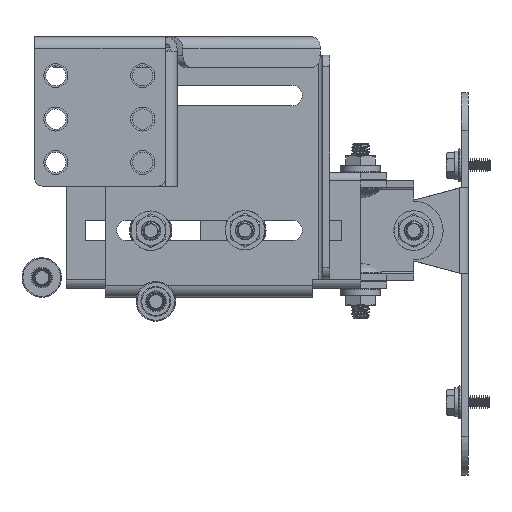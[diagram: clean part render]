
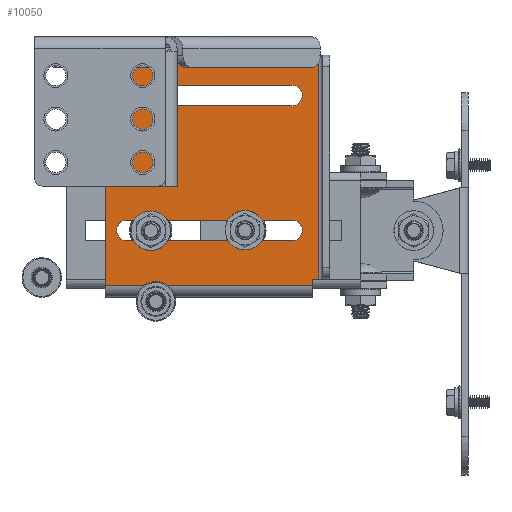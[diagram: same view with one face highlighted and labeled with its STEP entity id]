
A CAD part, front view. The second image highlights one B-rep face of the part: STEP entity #10050.
In plain terms, the highlighted planar face has unit normal (0, -1, 0).
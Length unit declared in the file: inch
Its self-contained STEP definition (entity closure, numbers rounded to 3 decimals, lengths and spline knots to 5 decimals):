
#510 = ORIENTED_EDGE ( 'NONE', *, *, #19275, .F. ) ;
#667 = DIRECTION ( 'NONE',  ( 0., 0., 1. ) ) ;
#669 = EDGE_CURVE ( 'NONE', #14542, #13019, #11222, .T. ) ;
#1338 = DIRECTION ( 'NONE',  ( 0., 0., 1. ) ) ;
#1361 = EDGE_CURVE ( 'NONE', #12291, #16815, #11444, .T. ) ;
#2024 = DIRECTION ( 'NONE',  ( 0., -1., 0. ) ) ;
#2223 = EDGE_LOOP ( 'NONE', ( #17951, #16492, #15581, #18460, #7282, #13352, #6100, #510 ) ) ;
#2448 = ORIENTED_EDGE ( 'NONE', *, *, #11406, .T. ) ;
#2655 = VECTOR ( 'NONE', #15365, 39.37008 ) ;
#2755 = CIRCLE ( 'NONE', #15134, 0.175 ) ;
#3164 = DIRECTION ( 'NONE',  ( 0., 0., 1. ) ) ;
#3518 = EDGE_LOOP ( 'NONE', ( #6754, #16252, #14497, #2448 ) ) ;
#4008 = VECTOR ( 'NONE', #20561, 39.37008 ) ;
#4025 = AXIS2_PLACEMENT_3D ( 'NONE', #14709, #4971, #16311 ) ;
#4043 = VERTEX_POINT ( 'NONE', #15326 ) ;
#4823 = AXIS2_PLACEMENT_3D ( 'NONE', #11691, #2024, #13350 ) ;
#4900 = CARTESIAN_POINT ( 'NONE',  ( 0.375, -0.1181, 0.27 ) ) ;
#4971 = DIRECTION ( 'NONE',  ( 0., 1., 0. ) ) ;
#5097 = EDGE_LOOP ( 'NONE', ( #10778, #5201, #15598, #6474 ) ) ;
#5201 = ORIENTED_EDGE ( 'NONE', *, *, #15369, .T. ) ;
#5265 = LINE ( 'NONE', #5707, #9107 ) ;
#5600 = CARTESIAN_POINT ( 'NONE',  ( 0., -0.1181, -2.982 ) ) ;
#5634 = CARTESIAN_POINT ( 'NONE',  ( 3.523, -0.1181, 1.132 ) ) ;
#5707 = CARTESIAN_POINT ( 'NONE',  ( 3.175, -0.1181, -2.024 ) ) ;
#6100 = ORIENTED_EDGE ( 'NONE', *, *, #17933, .T. ) ;
#6354 = LINE ( 'NONE', #15081, #18262 ) ;
#6474 = ORIENTED_EDGE ( 'NONE', *, *, #17259, .T. ) ;
#6522 = CARTESIAN_POINT ( 'NONE',  ( 3.175, -0.1181, 0.27 ) ) ;
#6628 = LINE ( 'NONE', #6522, #9919 ) ;
#6754 = ORIENTED_EDGE ( 'NONE', *, *, #19060, .T. ) ;
#6894 = DIRECTION ( 'NONE',  ( 1., 0., 0. ) ) ;
#7032 = LINE ( 'NONE', #13254, #15191 ) ;
#7148 = VECTOR ( 'NONE', #13389, 39.37008 ) ;
#7169 = CIRCLE ( 'NONE', #4025, 0.175 ) ;
#7282 = ORIENTED_EDGE ( 'NONE', *, *, #19915, .T. ) ;
#7291 = VERTEX_POINT ( 'NONE', #8956 ) ;
#7813 = DIRECTION ( 'NONE',  ( 0., 1., 0. ) ) ;
#7826 = CARTESIAN_POINT ( 'NONE',  ( 0.375, -0.1181, -1.674 ) ) ;
#8075 = CARTESIAN_POINT ( 'NONE',  ( 3.523, -0.1181, -2.782 ) ) ;
#8155 = CARTESIAN_POINT ( 'NONE',  ( 0., -0.1181, 1.2519 ) ) ;
#8201 = FACE_BOUND ( 'NONE', #3518, .T. ) ;
#8449 = PLANE ( 'NONE',  #4823 ) ;
#8944 = VERTEX_POINT ( 'NONE', #19283 ) ;
#8956 = CARTESIAN_POINT ( 'NONE',  ( 3.6279, -0.1181, -2.674 ) ) ;
#9107 = VECTOR ( 'NONE', #17064, 39.37008 ) ;
#9460 = LINE ( 'NONE', #12217, #17095 ) ;
#9506 = CARTESIAN_POINT ( 'NONE',  ( 3.6279, -0.1181, 0. ) ) ;
#9709 = VERTEX_POINT ( 'NONE', #13410 ) ;
#9919 = VECTOR ( 'NONE', #12970, 39.37008 ) ;
#10050 = ADVANCED_FACE ( 'NONE', ( #8201, #12008, #20630 ), #8449, .T. ) ;
#10168 = CARTESIAN_POINT ( 'NONE',  ( 0., -0.1181, -2.782 ) ) ;
#10319 = EDGE_CURVE ( 'NONE', #18689, #9709, #9460, .T. ) ;
#10339 = DIRECTION ( 'NONE',  ( 0., 1., 0. ) ) ;
#10476 = CARTESIAN_POINT ( 'NONE',  ( 3.523, -0.1181, -2.674 ) ) ;
#10559 = AXIS2_PLACEMENT_3D ( 'NONE', #20740, #11033, #1338 ) ;
#10736 = EDGE_CURVE ( 'NONE', #10917, #17612, #7169, .T. ) ;
#10778 = ORIENTED_EDGE ( 'NONE', *, *, #10736, .T. ) ;
#10882 = CIRCLE ( 'NONE', #10559, 0.175 ) ;
#10917 = VERTEX_POINT ( 'NONE', #11743 ) ;
#11033 = DIRECTION ( 'NONE',  ( 0., 1., 0. ) ) ;
#11123 = VERTEX_POINT ( 'NONE', #10476 ) ;
#11222 = LINE ( 'NONE', #5600, #2655 ) ;
#11331 = LINE ( 'NONE', #20025, #15697 ) ;
#11401 = VERTEX_POINT ( 'NONE', #8075 ) ;
#11406 = EDGE_CURVE ( 'NONE', #12550, #17815, #6628, .T. ) ;
#11444 = LINE ( 'NONE', #16585, #7148 ) ;
#11691 = CARTESIAN_POINT ( 'NONE',  ( 0., -0.1181, 0. ) ) ;
#11743 = CARTESIAN_POINT ( 'NONE',  ( 0.375, -0.1181, -2.024 ) ) ;
#12008 = FACE_BOUND ( 'NONE', #5097, .T. ) ;
#12217 = CARTESIAN_POINT ( 'NONE',  ( 3.175, -0.1181, 0.62 ) ) ;
#12291 = VERTEX_POINT ( 'NONE', #5634 ) ;
#12550 = VERTEX_POINT ( 'NONE', #17009 ) ;
#12631 = VERTEX_POINT ( 'NONE', #13090 ) ;
#12970 = DIRECTION ( 'NONE',  ( -1., 0., 0. ) ) ;
#13019 = VERTEX_POINT ( 'NONE', #13882 ) ;
#13090 = CARTESIAN_POINT ( 'NONE',  ( 3.523, -0.1181, 1.2519 ) ) ;
#13254 = CARTESIAN_POINT ( 'NONE',  ( 0., -0.1181, -2.782 ) ) ;
#13316 = EDGE_CURVE ( 'NONE', #7291, #16815, #20884, .T. ) ;
#13350 = DIRECTION ( 'NONE',  ( 0., 0., -1. ) ) ;
#13352 = ORIENTED_EDGE ( 'NONE', *, *, #669, .F. ) ;
#13389 = DIRECTION ( 'NONE',  ( 1., 0., 0. ) ) ;
#13410 = CARTESIAN_POINT ( 'NONE',  ( 3.175, -0.1181, 0.62 ) ) ;
#13591 = DIRECTION ( 'NONE',  ( 0., 0., -1. ) ) ;
#13882 = CARTESIAN_POINT ( 'NONE',  ( 0., -0.1181, 1.2519 ) ) ;
#14407 = VECTOR ( 'NONE', #16246, 39.37008 ) ;
#14497 = ORIENTED_EDGE ( 'NONE', *, *, #19751, .T. ) ;
#14542 = VERTEX_POINT ( 'NONE', #10168 ) ;
#14709 = CARTESIAN_POINT ( 'NONE',  ( 0.375, -0.1181, -1.849 ) ) ;
#14910 = DIRECTION ( 'NONE',  ( 1., 0., 0. ) ) ;
#14925 = LINE ( 'NONE', #19354, #18720 ) ;
#15081 = CARTESIAN_POINT ( 'NONE',  ( 3.175, -0.1181, -1.674 ) ) ;
#15134 = AXIS2_PLACEMENT_3D ( 'NONE', #17544, #7813, #19152 ) ;
#15191 = VECTOR ( 'NONE', #14910, 39.37008 ) ;
#15326 = CARTESIAN_POINT ( 'NONE',  ( 3.175, -0.1181, -2.024 ) ) ;
#15365 = DIRECTION ( 'NONE',  ( 0., 0., 1. ) ) ;
#15369 = EDGE_CURVE ( 'NONE', #17612, #8944, #6354, .T. ) ;
#15581 = ORIENTED_EDGE ( 'NONE', *, *, #1361, .F. ) ;
#15598 = ORIENTED_EDGE ( 'NONE', *, *, #16205, .T. ) ;
#15697 = VECTOR ( 'NONE', #13591, 39.37008 ) ;
#16205 = EDGE_CURVE ( 'NONE', #8944, #4043, #10882, .T. ) ;
#16246 = DIRECTION ( 'NONE',  ( -1., 0., 0. ) ) ;
#16252 = ORIENTED_EDGE ( 'NONE', *, *, #10319, .T. ) ;
#16311 = DIRECTION ( 'NONE',  ( 0., 0., 1. ) ) ;
#16492 = ORIENTED_EDGE ( 'NONE', *, *, #13316, .T. ) ;
#16585 = CARTESIAN_POINT ( 'NONE',  ( 3.816, -0.1181, 1.132 ) ) ;
#16584 = VECTOR ( 'NONE', #3164, 39.37008 ) ;
#16815 = VERTEX_POINT ( 'NONE', #19464 ) ;
#16938 = LINE ( 'NONE', #18933, #4008 ) ;
#17009 = CARTESIAN_POINT ( 'NONE',  ( 3.175, -0.1181, 0.27 ) ) ;
#17015 = AXIS2_PLACEMENT_3D ( 'NONE', #20061, #10339, #667 ) ;
#17064 = DIRECTION ( 'NONE',  ( -1., 0., 0. ) ) ;
#17095 = VECTOR ( 'NONE', #18732, 39.37008 ) ;
#17259 = EDGE_CURVE ( 'NONE', #4043, #10917, #5265, .T. ) ;
#17544 = CARTESIAN_POINT ( 'NONE',  ( 3.175, -0.1181, 0.445 ) ) ;
#17612 = VERTEX_POINT ( 'NONE', #7826 ) ;
#17744 = DIRECTION ( 'NONE',  ( -1., 0., 0. ) ) ;
#17765 = EDGE_CURVE ( 'NONE', #7291, #11123, #14925, .T. ) ;
#17815 = VERTEX_POINT ( 'NONE', #4900 ) ;
#17933 = EDGE_CURVE ( 'NONE', #14542, #11401, #7032, .T. ) ;
#17951 = ORIENTED_EDGE ( 'NONE', *, *, #17765, .F. ) ;
#18262 = VECTOR ( 'NONE', #6894, 39.37008 ) ;
#18341 = EDGE_CURVE ( 'NONE', #12631, #12291, #11331, .T. ) ;
#18460 = ORIENTED_EDGE ( 'NONE', *, *, #18341, .F. ) ;
#18683 = LINE ( 'NONE', #8155, #14407 ) ;
#18689 = VERTEX_POINT ( 'NONE', #20918 ) ;
#18720 = VECTOR ( 'NONE', #17744, 39.37008 ) ;
#18732 = DIRECTION ( 'NONE',  ( 1., 0., 0. ) ) ;
#18933 = CARTESIAN_POINT ( 'NONE',  ( 3.523, -0.1181, -2.982 ) ) ;
#19060 = EDGE_CURVE ( 'NONE', #17815, #18689, #19420, .T. ) ;
#19152 = DIRECTION ( 'NONE',  ( 0., 0., 1. ) ) ;
#19275 = EDGE_CURVE ( 'NONE', #11123, #11401, #16938, .T. ) ;
#19283 = CARTESIAN_POINT ( 'NONE',  ( 3.175, -0.1181, -1.674 ) ) ;
#19354 = CARTESIAN_POINT ( 'NONE',  ( 3.816, -0.1181, -2.674 ) ) ;
#19420 = CIRCLE ( 'NONE', #17015, 0.175 ) ;
#19464 = CARTESIAN_POINT ( 'NONE',  ( 3.6279, -0.1181, 1.132 ) ) ;
#19751 = EDGE_CURVE ( 'NONE', #9709, #12550, #2755, .T. ) ;
#19915 = EDGE_CURVE ( 'NONE', #12631, #13019, #18683, .T. ) ;
#20025 = CARTESIAN_POINT ( 'NONE',  ( 3.523, -0.1181, 1.132 ) ) ;
#20061 = CARTESIAN_POINT ( 'NONE',  ( 0.375, -0.1181, 0.445 ) ) ;
#20561 = DIRECTION ( 'NONE',  ( 0., 0., -1. ) ) ;
#20630 = FACE_OUTER_BOUND ( 'NONE', #2223, .T. ) ;
#20740 = CARTESIAN_POINT ( 'NONE',  ( 3.175, -0.1181, -1.849 ) ) ;
#20884 = LINE ( 'NONE', #9506, #16584 ) ;
#20918 = CARTESIAN_POINT ( 'NONE',  ( 0.375, -0.1181, 0.62 ) ) ;
